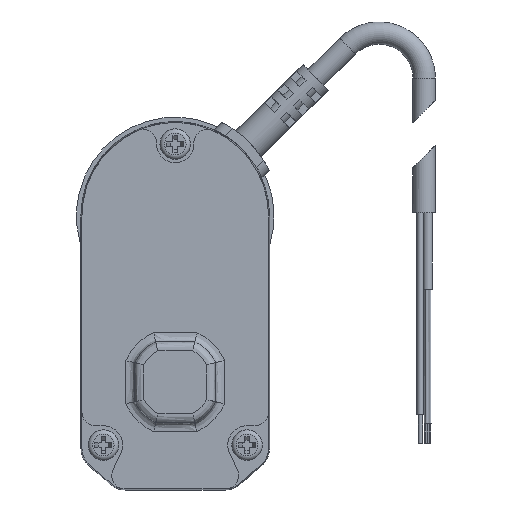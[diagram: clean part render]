
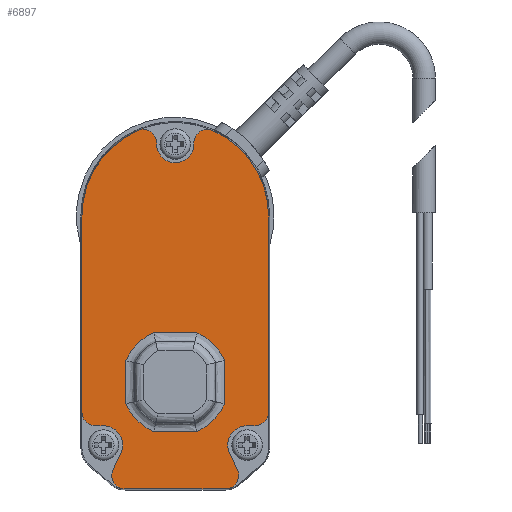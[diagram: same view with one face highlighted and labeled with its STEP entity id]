
A CAD part, front view. The second image highlights one B-rep face of the part: STEP entity #6897.
In plain terms, the highlighted planar face has unit normal (0, -1, 0).
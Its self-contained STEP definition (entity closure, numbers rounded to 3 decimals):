
#80=PLANE('',#7473);
#360=B_SPLINE_CURVE_WITH_KNOTS('',3,(#10627,#10628,#10629,#10630),
 .UNSPECIFIED.,.F.,.F.,(4,4),(0.,1.),.UNSPECIFIED.);
#361=B_SPLINE_CURVE_WITH_KNOTS('',3,(#10633,#10634,#10635,#10636),
 .UNSPECIFIED.,.F.,.F.,(4,4),(0.,1.),.UNSPECIFIED.);
#362=B_SPLINE_CURVE_WITH_KNOTS('',3,(#10638,#10639,#10640,#10641),
 .UNSPECIFIED.,.F.,.F.,(4,4),(0.,1.),.UNSPECIFIED.);
#363=B_SPLINE_CURVE_WITH_KNOTS('',3,(#10643,#10644,#10645,#10646),
 .UNSPECIFIED.,.F.,.F.,(4,4),(0.,1.),.UNSPECIFIED.);
#364=B_SPLINE_CURVE_WITH_KNOTS('',3,(#10648,#10649,#10650,#10651),
 .UNSPECIFIED.,.F.,.F.,(4,4),(0.,1.),.UNSPECIFIED.);
#365=B_SPLINE_CURVE_WITH_KNOTS('',3,(#10653,#10654,#10655,#10656),
 .UNSPECIFIED.,.F.,.F.,(4,4),(0.,1.),.UNSPECIFIED.);
#366=B_SPLINE_CURVE_WITH_KNOTS('',3,(#10658,#10659,#10660,#10661),
 .UNSPECIFIED.,.F.,.F.,(4,4),(0.,1.),.UNSPECIFIED.);
#367=B_SPLINE_CURVE_WITH_KNOTS('',3,(#10663,#10664,#10665,#10666),
 .UNSPECIFIED.,.F.,.F.,(4,4),(0.,1.),.UNSPECIFIED.);
#557=CIRCLE('',#7474,20.77);
#558=CIRCLE('',#7475,3.);
#559=CIRCLE('',#7476,4.3);
#560=CIRCLE('',#7477,3.);
#561=CIRCLE('',#7478,3.);
#562=CIRCLE('',#7479,4.3);
#563=CIRCLE('',#7480,3.);
#564=CIRCLE('',#7481,20.77);
#565=CIRCLE('',#7482,3.);
#566=CIRCLE('',#7483,4.15);
#567=CIRCLE('',#7484,3.);
#1015=ORIENTED_EDGE('',*,*,#2996,.T.);
#1016=ORIENTED_EDGE('',*,*,#2997,.T.);
#1017=ORIENTED_EDGE('',*,*,#2998,.T.);
#1018=ORIENTED_EDGE('',*,*,#2999,.T.);
#1019=ORIENTED_EDGE('',*,*,#3000,.T.);
#1020=ORIENTED_EDGE('',*,*,#3001,.T.);
#1021=ORIENTED_EDGE('',*,*,#3002,.T.);
#1022=ORIENTED_EDGE('',*,*,#3003,.T.);
#1023=ORIENTED_EDGE('',*,*,#3004,.T.);
#1024=ORIENTED_EDGE('',*,*,#3005,.T.);
#1025=ORIENTED_EDGE('',*,*,#3006,.T.);
#1026=ORIENTED_EDGE('',*,*,#3007,.T.);
#1027=ORIENTED_EDGE('',*,*,#3008,.T.);
#1028=ORIENTED_EDGE('',*,*,#3009,.T.);
#1029=ORIENTED_EDGE('',*,*,#3010,.T.);
#1030=ORIENTED_EDGE('',*,*,#3011,.T.);
#1031=ORIENTED_EDGE('',*,*,#3012,.T.);
#1032=ORIENTED_EDGE('',*,*,#3013,.T.);
#1033=ORIENTED_EDGE('',*,*,#3014,.T.);
#1034=ORIENTED_EDGE('',*,*,#3015,.T.);
#1035=ORIENTED_EDGE('',*,*,#3016,.T.);
#1036=ORIENTED_EDGE('',*,*,#3017,.T.);
#1037=ORIENTED_EDGE('',*,*,#3018,.T.);
#1038=ORIENTED_EDGE('',*,*,#3019,.T.);
#1039=ORIENTED_EDGE('',*,*,#3020,.T.);
#1040=ORIENTED_EDGE('',*,*,#3021,.T.);
#1041=ORIENTED_EDGE('',*,*,#3022,.T.);
#1042=ORIENTED_EDGE('',*,*,#3023,.T.);
#2996=EDGE_CURVE('',#3984,#3985,#360,.T.);
#2997=EDGE_CURVE('',#3985,#3986,#361,.T.);
#2998=EDGE_CURVE('',#3986,#3987,#362,.T.);
#2999=EDGE_CURVE('',#3987,#3988,#363,.T.);
#3000=EDGE_CURVE('',#3988,#3989,#364,.T.);
#3001=EDGE_CURVE('',#3989,#3990,#365,.T.);
#3002=EDGE_CURVE('',#3990,#3991,#366,.T.);
#3003=EDGE_CURVE('',#3991,#3984,#367,.T.);
#3004=EDGE_CURVE('',#3992,#3993,#557,.T.);
#3005=EDGE_CURVE('',#3993,#3994,#4565,.T.);
#3006=EDGE_CURVE('',#3994,#3995,#558,.T.);
#3007=EDGE_CURVE('',#3995,#3996,#4566,.T.);
#3008=EDGE_CURVE('',#3996,#3997,#559,.T.);
#3009=EDGE_CURVE('',#3997,#3998,#4567,.T.);
#3010=EDGE_CURVE('',#3998,#3999,#560,.T.);
#3011=EDGE_CURVE('',#3999,#4000,#4568,.T.);
#3012=EDGE_CURVE('',#4000,#4001,#561,.T.);
#3013=EDGE_CURVE('',#4001,#4002,#4569,.T.);
#3014=EDGE_CURVE('',#4002,#4003,#562,.T.);
#3015=EDGE_CURVE('',#4003,#4004,#4570,.T.);
#3016=EDGE_CURVE('',#4004,#4005,#563,.T.);
#3017=EDGE_CURVE('',#4005,#4006,#4571,.T.);
#3018=EDGE_CURVE('',#4006,#4007,#564,.T.);
#3019=EDGE_CURVE('',#4007,#4008,#565,.T.);
#3020=EDGE_CURVE('',#4008,#4009,#4572,.T.);
#3021=EDGE_CURVE('',#4009,#4010,#566,.T.);
#3022=EDGE_CURVE('',#4010,#4011,#4573,.T.);
#3023=EDGE_CURVE('',#4011,#3992,#567,.T.);
#3984=VERTEX_POINT('',#10631);
#3985=VERTEX_POINT('',#10632);
#3986=VERTEX_POINT('',#10637);
#3987=VERTEX_POINT('',#10642);
#3988=VERTEX_POINT('',#10647);
#3989=VERTEX_POINT('',#10652);
#3990=VERTEX_POINT('',#10657);
#3991=VERTEX_POINT('',#10662);
#3992=VERTEX_POINT('',#10668);
#3993=VERTEX_POINT('',#10669);
#3994=VERTEX_POINT('',#10671);
#3995=VERTEX_POINT('',#10673);
#3996=VERTEX_POINT('',#10675);
#3997=VERTEX_POINT('',#10677);
#3998=VERTEX_POINT('',#10679);
#3999=VERTEX_POINT('',#10681);
#4000=VERTEX_POINT('',#10683);
#4001=VERTEX_POINT('',#10685);
#4002=VERTEX_POINT('',#10687);
#4003=VERTEX_POINT('',#10689);
#4004=VERTEX_POINT('',#10691);
#4005=VERTEX_POINT('',#10693);
#4006=VERTEX_POINT('',#10695);
#4007=VERTEX_POINT('',#10697);
#4008=VERTEX_POINT('',#10699);
#4009=VERTEX_POINT('',#10701);
#4010=VERTEX_POINT('',#10703);
#4011=VERTEX_POINT('',#10705);
#4565=LINE('',#10670,#5180);
#4566=LINE('',#10674,#5181);
#4567=LINE('',#10678,#5182);
#4568=LINE('',#10682,#5183);
#4569=LINE('',#10686,#5184);
#4570=LINE('',#10690,#5185);
#4571=LINE('',#10694,#5186);
#4572=LINE('',#10700,#5187);
#4573=LINE('',#10704,#5188);
#5180=VECTOR('',#8452,1000.);
#5181=VECTOR('',#8455,1000.);
#5182=VECTOR('',#8458,1000.);
#5183=VECTOR('',#8461,1000.);
#5184=VECTOR('',#8464,1000.);
#5185=VECTOR('',#8467,1000.);
#5186=VECTOR('',#8470,1000.);
#5187=VECTOR('',#8475,1000.);
#5188=VECTOR('',#8478,1000.);
#5745=EDGE_LOOP('',(#1015,#1016,#1017,#1018,#1019,#1020,#1021,#1022));
#5746=EDGE_LOOP('',(#1023,#1024,#1025,#1026,#1027,#1028,#1029,#1030,#1031,
#1032,#1033,#1034,#1035,#1036,#1037,#1038,#1039,#1040,#1041,#1042));
#6284=FACE_BOUND('',#5745,.T.);
#6285=FACE_BOUND('',#5746,.T.);
#6897=ADVANCED_FACE('',(#6284,#6285),#80,.T.);
#7473=AXIS2_PLACEMENT_3D('',#10626,#8448,#8449);
#7474=AXIS2_PLACEMENT_3D('',#10667,#8450,#8451);
#7475=AXIS2_PLACEMENT_3D('',#10672,#8453,#8454);
#7476=AXIS2_PLACEMENT_3D('',#10676,#8456,#8457);
#7477=AXIS2_PLACEMENT_3D('',#10680,#8459,#8460);
#7478=AXIS2_PLACEMENT_3D('',#10684,#8462,#8463);
#7479=AXIS2_PLACEMENT_3D('',#10688,#8465,#8466);
#7480=AXIS2_PLACEMENT_3D('',#10692,#8468,#8469);
#7481=AXIS2_PLACEMENT_3D('',#10696,#8471,#8472);
#7482=AXIS2_PLACEMENT_3D('',#10698,#8473,#8474);
#7483=AXIS2_PLACEMENT_3D('',#10702,#8476,#8477);
#7484=AXIS2_PLACEMENT_3D('',#10706,#8479,#8480);
#8448=DIRECTION('',(0.,-1.,0.));
#8449=DIRECTION('',(0.,0.,-1.));
#8450=DIRECTION('',(0.,-1.,0.));
#8451=DIRECTION('',(1.,0.,0.));
#8452=DIRECTION('',(0.,0.,-1.));
#8453=DIRECTION('',(0.,-1.,0.));
#8454=DIRECTION('',(1.,0.,0.));
#8455=DIRECTION('',(1.,0.,0.));
#8456=DIRECTION('',(0.,1.,0.));
#8457=DIRECTION('',(-1.,0.,0.));
#8458=DIRECTION('',(-0.428,0.,-0.904));
#8459=DIRECTION('',(0.,-1.,0.));
#8460=DIRECTION('',(1.,0.,0.));
#8461=DIRECTION('',(1.,0.,0.));
#8462=DIRECTION('',(0.,-1.,0.));
#8463=DIRECTION('',(-1.,0.,0.));
#8464=DIRECTION('',(-0.428,0.,0.904));
#8465=DIRECTION('',(0.,1.,0.));
#8466=DIRECTION('',(1.,0.,0.));
#8467=DIRECTION('',(1.,0.,0.));
#8468=DIRECTION('',(0.,-1.,0.));
#8469=DIRECTION('',(-1.,0.,0.));
#8470=DIRECTION('',(0.,0.,1.));
#8471=DIRECTION('',(0.,-1.,0.));
#8472=DIRECTION('',(1.,0.,0.));
#8473=DIRECTION('',(0.,-1.,0.));
#8474=DIRECTION('',(1.,0.,0.));
#8475=DIRECTION('',(0.,0.,-1.));
#8476=DIRECTION('',(0.,1.,0.));
#8477=DIRECTION('',(1.,0.,0.));
#8478=DIRECTION('',(0.,0.,1.));
#8479=DIRECTION('',(0.,-1.,0.));
#8480=DIRECTION('',(-1.,0.,0.));
#10626=CARTESIAN_POINT('',(0.,12.,37.));
#10627=CARTESIAN_POINT('',(11.,12.,4.796));
#10628=CARTESIAN_POINT('',(11.,12.,1.599));
#10629=CARTESIAN_POINT('',(11.,12.,-1.599));
#10630=CARTESIAN_POINT('',(11.,12.,-4.796));
#10631=CARTESIAN_POINT('',(11.,12.,4.796));
#10632=CARTESIAN_POINT('',(11.,12.,-4.796));
#10633=CARTESIAN_POINT('',(11.,12.,-4.796));
#10634=CARTESIAN_POINT('',(9.8,12.,-7.549));
#10635=CARTESIAN_POINT('',(7.55,12.,-9.799));
#10636=CARTESIAN_POINT('',(4.796,12.,-11.));
#10637=CARTESIAN_POINT('',(4.796,12.,-11.));
#10638=CARTESIAN_POINT('',(4.796,12.,-11.));
#10639=CARTESIAN_POINT('',(1.599,12.,-11.));
#10640=CARTESIAN_POINT('',(-1.599,12.,-11.));
#10641=CARTESIAN_POINT('',(-4.796,12.,-11.));
#10642=CARTESIAN_POINT('',(-4.796,12.,-11.));
#10643=CARTESIAN_POINT('',(-4.796,12.,-11.));
#10644=CARTESIAN_POINT('',(-7.549,12.,-9.8));
#10645=CARTESIAN_POINT('',(-9.799,12.,-7.55));
#10646=CARTESIAN_POINT('',(-11.,12.,-4.796));
#10647=CARTESIAN_POINT('',(-11.,12.,-4.796));
#10648=CARTESIAN_POINT('',(-11.,12.,-4.796));
#10649=CARTESIAN_POINT('',(-11.,12.,-1.599));
#10650=CARTESIAN_POINT('',(-11.,12.,1.599));
#10651=CARTESIAN_POINT('',(-11.,12.,4.796));
#10652=CARTESIAN_POINT('',(-11.,12.,4.796));
#10653=CARTESIAN_POINT('',(-11.,12.,4.796));
#10654=CARTESIAN_POINT('',(-9.8,12.,7.549));
#10655=CARTESIAN_POINT('',(-7.55,12.,9.799));
#10656=CARTESIAN_POINT('',(-4.796,12.,11.));
#10657=CARTESIAN_POINT('',(-4.796,12.,11.));
#10658=CARTESIAN_POINT('',(-4.796,12.,11.));
#10659=CARTESIAN_POINT('',(-1.599,12.,11.));
#10660=CARTESIAN_POINT('',(1.599,12.,11.));
#10661=CARTESIAN_POINT('',(4.796,12.,11.));
#10662=CARTESIAN_POINT('',(4.796,12.,11.));
#10663=CARTESIAN_POINT('',(4.796,12.,11.));
#10664=CARTESIAN_POINT('',(7.549,12.,9.8));
#10665=CARTESIAN_POINT('',(9.799,12.,7.55));
#10666=CARTESIAN_POINT('',(11.,12.,4.796));
#10667=CARTESIAN_POINT('',(0.,12.,37.));
#10668=CARTESIAN_POINT('',(-8.357,12.,56.015));
#10669=CARTESIAN_POINT('',(-20.77,12.,37.));
#10670=CARTESIAN_POINT('',(-20.77,12.,37.));
#10671=CARTESIAN_POINT('',(-20.77,12.,-6.7));
#10672=CARTESIAN_POINT('',(-17.77,12.,-6.7));
#10673=CARTESIAN_POINT('',(-17.77,12.,-9.7));
#10674=CARTESIAN_POINT('',(-16.,12.,-9.7));
#10675=CARTESIAN_POINT('',(-16.,12.,-9.7));
#10676=CARTESIAN_POINT('',(-16.,12.,-14.));
#10677=CARTESIAN_POINT('',(-12.114,12.,-15.841));
#10678=CARTESIAN_POINT('',(-13.841,12.,-19.485));
#10679=CARTESIAN_POINT('',(-13.841,12.,-19.485));
#10680=CARTESIAN_POINT('',(-11.13,12.,-20.77));
#10681=CARTESIAN_POINT('',(-11.13,12.,-23.77));
#10682=CARTESIAN_POINT('',(-11.13,12.,-23.77));
#10683=CARTESIAN_POINT('',(11.13,12.,-23.77));
#10684=CARTESIAN_POINT('',(11.13,12.,-20.77));
#10685=CARTESIAN_POINT('',(13.841,12.,-19.485));
#10686=CARTESIAN_POINT('',(13.841,12.,-19.485));
#10687=CARTESIAN_POINT('',(12.114,12.,-15.841));
#10688=CARTESIAN_POINT('',(16.,12.,-14.));
#10689=CARTESIAN_POINT('',(16.,12.,-9.7));
#10690=CARTESIAN_POINT('',(16.,12.,-9.7));
#10691=CARTESIAN_POINT('',(17.77,12.,-9.7));
#10692=CARTESIAN_POINT('',(17.77,12.,-6.7));
#10693=CARTESIAN_POINT('',(20.77,12.,-6.7));
#10694=CARTESIAN_POINT('',(20.77,12.,-6.7));
#10695=CARTESIAN_POINT('',(20.77,12.,37.));
#10696=CARTESIAN_POINT('',(0.,12.,37.));
#10697=CARTESIAN_POINT('',(8.357,12.,56.015));
#10698=CARTESIAN_POINT('',(7.15,12.,53.268));
#10699=CARTESIAN_POINT('',(4.15,12.,53.268));
#10700=CARTESIAN_POINT('',(4.15,12.,53.));
#10701=CARTESIAN_POINT('',(4.15,12.,53.));
#10702=CARTESIAN_POINT('',(0.,12.,53.));
#10703=CARTESIAN_POINT('',(-4.15,12.,53.));
#10704=CARTESIAN_POINT('',(-4.15,12.,53.268));
#10705=CARTESIAN_POINT('',(-4.15,12.,53.268));
#10706=CARTESIAN_POINT('',(-7.15,12.,53.268));
